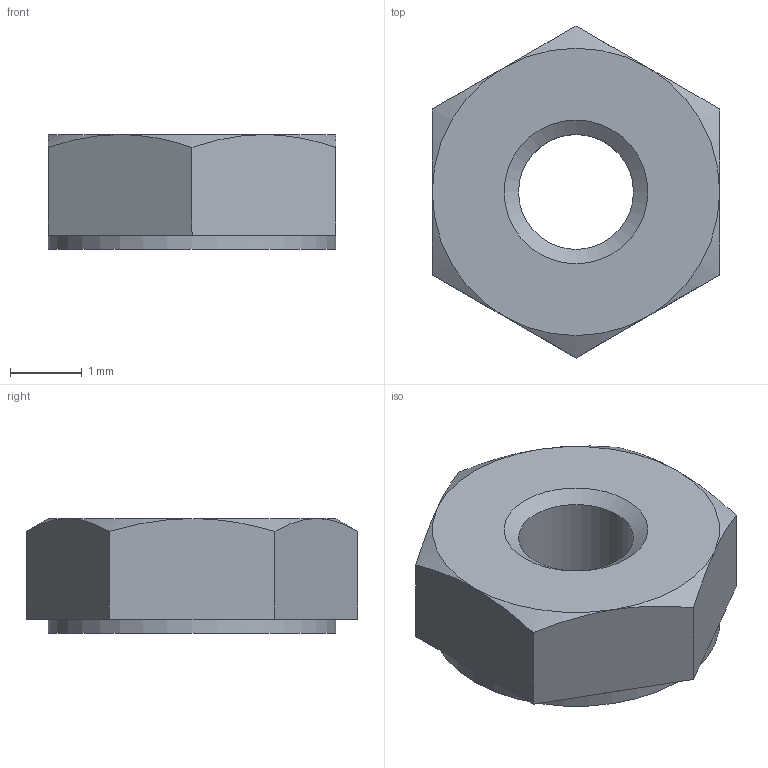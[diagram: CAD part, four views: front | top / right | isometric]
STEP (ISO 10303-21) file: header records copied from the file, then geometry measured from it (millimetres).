
FILE_DESCRIPTION(/* description */ (''),/* implementation_level */ '2;1');
FILE_NAME(/* name */ 'hex nut style 1 gradeab_iso_ISO - 4032 - M2 - W - N.step',/* time_stamp */ '2025-12-07T16:12:06+01:00',/* author */ (''),/* organization */ (''),/* preprocessor_version */ 'ST-DEVELOPER v20.1',/* originating_system */ 'Autodesk Translation Framework v14.21.0.0',/* authorisation */ '');
FILE_SCHEMA (('AUTOMOTIVE_DESIGN { 1 0 10303 214 3 1 1 }'));
Length unit declared in the file: millimetre
Products named in the file (1): hex nut style 1 gradeab_iso_ISO - 4032 - M2 - W - N
Bounding box: 4 x 4.62 x 1.6 mm (x, y, z)
Volume: 18.4 mm3; surface area: 52.1 mm2
Topology: 1 solids, 1 shells, 25 faces, 55 edges, 32 vertices
Faces by surface type: plane 14, cone 8, cylinder 3
Full cylindrical faces by diameter (mm): 1.6 x1, 2 x1, 4 x1
Entity records: 709 total; most frequent: CARTESIAN_POINT 137, DIRECTION 115, ORIENTED_EDGE 110, EDGE_CURVE 55, AXIS2_PLACEMENT_3D 46, VERTEX_POINT 32, EDGE_LOOP 27, FACE_OUTER_BOUND 25
